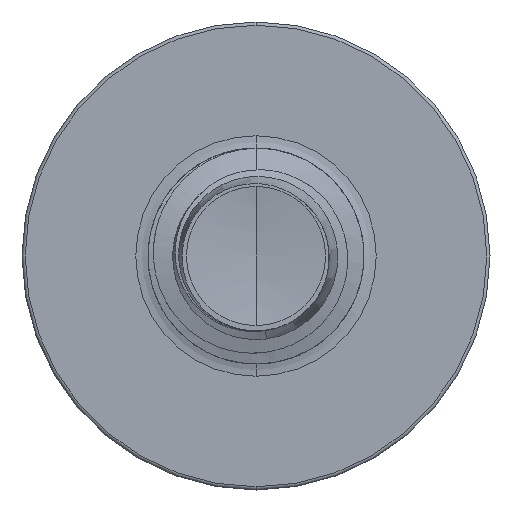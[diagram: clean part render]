
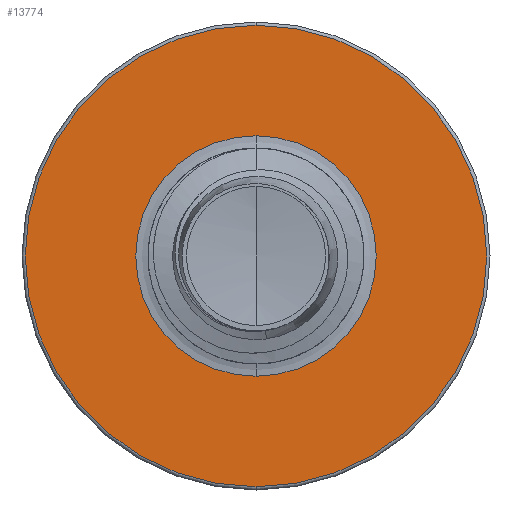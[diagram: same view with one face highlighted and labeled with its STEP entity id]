
A CAD part, front view. The second image highlights one B-rep face of the part: STEP entity #13774.
In plain terms, the highlighted planar face has unit normal (0, -1, 0).
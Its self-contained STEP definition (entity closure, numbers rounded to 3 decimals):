
#163 = DIRECTION ( 'NONE',  ( 0., 0., 1. ) ) ;
#187 = DIRECTION ( 'NONE',  ( 0., 1., 0. ) ) ;
#404 = CARTESIAN_POINT ( 'NONE',  ( 0., 6.5, -1.67 ) ) ;
#1057 = ORIENTED_EDGE ( 'NONE', *, *, #17858, .T. ) ;
#1295 = FACE_BOUND ( 'NONE', #16764, .T. ) ;
#1470 = AXIS2_PLACEMENT_3D ( 'NONE', #10456, #19046, #11961 ) ;
#1503 = ORIENTED_EDGE ( 'NONE', *, *, #15712, .T. ) ;
#1515 = AXIS2_PLACEMENT_3D ( 'NONE', #4868, #15752, #6857 ) ;
#1722 = PLANE ( 'NONE',  #5760 ) ;
#3504 = AXIS2_PLACEMENT_3D ( 'NONE', #14548, #14545, #14534 ) ;
#3840 = VERTEX_POINT ( 'NONE', #14766 ) ;
#4868 = CARTESIAN_POINT ( 'NONE',  ( 0., 6.5, 0. ) ) ;
#4979 = VERTEX_POINT ( 'NONE', #10455 ) ;
#5343 = AXIS2_PLACEMENT_3D ( 'NONE', #12915, #12899, #12893 ) ;
#5760 = AXIS2_PLACEMENT_3D ( 'NONE', #404, #187, #163 ) ;
#5986 = CARTESIAN_POINT ( 'NONE',  ( 0., 6.5, -3.205 ) ) ;
#6857 = DIRECTION ( 'NONE',  ( 0., 0., 1. ) ) ;
#8269 = CIRCLE ( 'NONE', #5343, 3.205 ) ;
#8936 = VERTEX_POINT ( 'NONE', #5986 ) ;
#9001 = FACE_OUTER_BOUND ( 'NONE', #18808, .T. ) ;
#10207 = CIRCLE ( 'NONE', #3504, 1.67 ) ;
#10455 = CARTESIAN_POINT ( 'NONE',  ( 0., 6.5, -1.67 ) ) ;
#10456 = CARTESIAN_POINT ( 'NONE',  ( 0., 6.5, 0. ) ) ;
#11421 = ORIENTED_EDGE ( 'NONE', *, *, #14551, .F. ) ;
#11961 = DIRECTION ( 'NONE',  ( 0., 0., 1. ) ) ;
#12893 = DIRECTION ( 'NONE',  ( 0., 0., 1. ) ) ;
#12899 = DIRECTION ( 'NONE',  ( 0., 1., 0. ) ) ;
#12915 = CARTESIAN_POINT ( 'NONE',  ( 0., 6.5, 0. ) ) ;
#13157 = CIRCLE ( 'NONE', #1470, 3.205 ) ;
#13774 = ADVANCED_FACE ( 'NONE', ( #9001, #1295 ), #1722, .F. ) ;
#14419 = CARTESIAN_POINT ( 'NONE',  ( 0., 6.5, 1.67 ) ) ;
#14534 = DIRECTION ( 'NONE',  ( 0., 0., 1. ) ) ;
#14545 = DIRECTION ( 'NONE',  ( 0., 1., 0. ) ) ;
#14548 = CARTESIAN_POINT ( 'NONE',  ( 0., 6.5, 0. ) ) ;
#14551 = EDGE_CURVE ( 'NONE', #3840, #8936, #8269, .T. ) ;
#14766 = CARTESIAN_POINT ( 'NONE',  ( 0., 6.5, 3.205 ) ) ;
#15712 = EDGE_CURVE ( 'NONE', #4979, #15829, #10207, .T. ) ;
#15752 = DIRECTION ( 'NONE',  ( 0., 1., 0. ) ) ;
#15829 = VERTEX_POINT ( 'NONE', #14419 ) ;
#16764 = EDGE_LOOP ( 'NONE', ( #1057, #1503 ) ) ;
#17858 = EDGE_CURVE ( 'NONE', #15829, #4979, #18837, .T. ) ;
#17881 = EDGE_CURVE ( 'NONE', #8936, #3840, #13157, .T. ) ;
#18808 = EDGE_LOOP ( 'NONE', ( #11421, #19132 ) ) ;
#18837 = CIRCLE ( 'NONE', #1515, 1.67 ) ;
#19046 = DIRECTION ( 'NONE',  ( 0., 1., 0. ) ) ;
#19132 = ORIENTED_EDGE ( 'NONE', *, *, #17881, .F. ) ;
